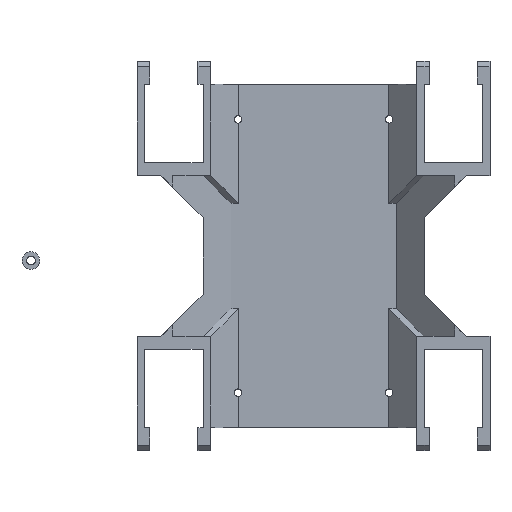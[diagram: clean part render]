
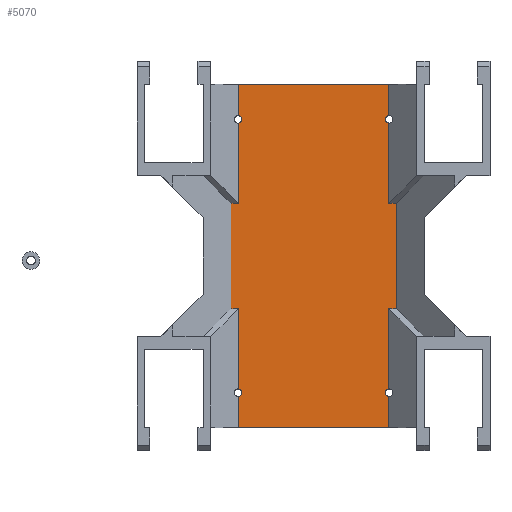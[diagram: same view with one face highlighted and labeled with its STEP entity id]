
A CAD part, top view. The second image highlights one B-rep face of the part: STEP entity #5070.
In plain terms, the highlighted planar face has unit normal (0, 0, 1).
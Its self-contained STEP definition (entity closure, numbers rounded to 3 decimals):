
#167=CIRCLE('',#5399,1.5);
#168=CIRCLE('',#5400,1.5);
#169=CIRCLE('',#5401,1.5);
#170=CIRCLE('',#5402,1.5);
#171=CIRCLE('',#5403,1.5);
#172=CIRCLE('',#5404,1.5);
#390=FACE_OUTER_BOUND('',#699,.T.);
#699=EDGE_LOOP('',(#4257,#4258,#4259,#4260,#4261,#4262,#4263,#4264,#4265,
#4266,#4267,#4268,#4269,#4270,#4271,#4272,#4273,#4274,#4275,#4276,#4277,
#4278));
#1307=LINE('',#7972,#1943);
#1310=LINE('',#7976,#1946);
#1312=LINE('',#7981,#1948);
#1314=LINE('',#7985,#1950);
#1315=LINE('',#7987,#1951);
#1316=LINE('',#7991,#1952);
#1317=LINE('',#7993,#1953);
#1318=LINE('',#7995,#1954);
#1319=LINE('',#7997,#1955);
#1320=LINE('',#7999,#1956);
#1321=LINE('',#8003,#1957);
#1322=LINE('',#8005,#1958);
#1323=LINE('',#8007,#1959);
#1324=LINE('',#8013,#1960);
#1325=LINE('',#8015,#1961);
#1326=LINE('',#8016,#1962);
#1943=VECTOR('',#6520,10.);
#1946=VECTOR('',#6523,10.);
#1948=VECTOR('',#6527,10.);
#1950=VECTOR('',#6531,10.);
#1951=VECTOR('',#6532,10.);
#1952=VECTOR('',#6535,10.);
#1953=VECTOR('',#6536,10.);
#1954=VECTOR('',#6537,10.);
#1955=VECTOR('',#6538,10.);
#1956=VECTOR('',#6539,10.);
#1957=VECTOR('',#6542,10.);
#1958=VECTOR('',#6543,10.);
#1959=VECTOR('',#6544,10.);
#1960=VECTOR('',#6549,10.);
#1961=VECTOR('',#6550,10.);
#1962=VECTOR('',#6551,10.);
#2452=VERTEX_POINT('',#7968);
#2453=VERTEX_POINT('',#7969);
#2454=VERTEX_POINT('',#7971);
#2455=VERTEX_POINT('',#7974);
#2457=VERTEX_POINT('',#7980);
#2458=VERTEX_POINT('',#7984);
#2459=VERTEX_POINT('',#7986);
#2460=VERTEX_POINT('',#7988);
#2461=VERTEX_POINT('',#7990);
#2462=VERTEX_POINT('',#7992);
#2463=VERTEX_POINT('',#7994);
#2464=VERTEX_POINT('',#7996);
#2465=VERTEX_POINT('',#7998);
#2466=VERTEX_POINT('',#8000);
#2467=VERTEX_POINT('',#8002);
#2468=VERTEX_POINT('',#8004);
#2469=VERTEX_POINT('',#8006);
#2470=VERTEX_POINT('',#8008);
#2471=VERTEX_POINT('',#8010);
#2472=VERTEX_POINT('',#8012);
#2473=VERTEX_POINT('',#8014);
#2474=VERTEX_POINT('',#8017);
#3096=EDGE_CURVE('',#2452,#2454,#1307,.T.);
#3099=EDGE_CURVE('',#2455,#2453,#1310,.T.);
#3101=EDGE_CURVE('',#2454,#2457,#1312,.T.);
#3103=EDGE_CURVE('',#2455,#2458,#1314,.T.);
#3104=EDGE_CURVE('',#2459,#2458,#1315,.T.);
#3105=EDGE_CURVE('',#2459,#2460,#167,.T.);
#3106=EDGE_CURVE('',#2461,#2460,#1316,.T.);
#3107=EDGE_CURVE('',#2462,#2461,#1317,.T.);
#3108=EDGE_CURVE('',#2463,#2462,#1318,.T.);
#3109=EDGE_CURVE('',#2464,#2463,#1319,.T.);
#3110=EDGE_CURVE('',#2465,#2464,#1320,.T.);
#3111=EDGE_CURVE('',#2465,#2466,#168,.T.);
#3112=EDGE_CURVE('',#2467,#2466,#1321,.T.);
#3113=EDGE_CURVE('',#2467,#2468,#1322,.T.);
#3114=EDGE_CURVE('',#2469,#2468,#1323,.T.);
#3115=EDGE_CURVE('',#2469,#2470,#169,.T.);
#3116=EDGE_CURVE('',#2470,#2471,#170,.T.);
#3117=EDGE_CURVE('',#2472,#2471,#1324,.T.);
#3118=EDGE_CURVE('',#2473,#2472,#1325,.T.);
#3119=EDGE_CURVE('',#2457,#2473,#1326,.T.);
#3120=EDGE_CURVE('',#2452,#2474,#171,.T.);
#3121=EDGE_CURVE('',#2474,#2453,#172,.T.);
#4257=ORIENTED_EDGE('',*,*,#3099,.F.);
#4258=ORIENTED_EDGE('',*,*,#3103,.T.);
#4259=ORIENTED_EDGE('',*,*,#3104,.F.);
#4260=ORIENTED_EDGE('',*,*,#3105,.T.);
#4261=ORIENTED_EDGE('',*,*,#3106,.F.);
#4262=ORIENTED_EDGE('',*,*,#3107,.F.);
#4263=ORIENTED_EDGE('',*,*,#3108,.F.);
#4264=ORIENTED_EDGE('',*,*,#3109,.F.);
#4265=ORIENTED_EDGE('',*,*,#3110,.F.);
#4266=ORIENTED_EDGE('',*,*,#3111,.T.);
#4267=ORIENTED_EDGE('',*,*,#3112,.F.);
#4268=ORIENTED_EDGE('',*,*,#3113,.T.);
#4269=ORIENTED_EDGE('',*,*,#3114,.F.);
#4270=ORIENTED_EDGE('',*,*,#3115,.T.);
#4271=ORIENTED_EDGE('',*,*,#3116,.T.);
#4272=ORIENTED_EDGE('',*,*,#3117,.F.);
#4273=ORIENTED_EDGE('',*,*,#3118,.F.);
#4274=ORIENTED_EDGE('',*,*,#3119,.F.);
#4275=ORIENTED_EDGE('',*,*,#3101,.F.);
#4276=ORIENTED_EDGE('',*,*,#3096,.F.);
#4277=ORIENTED_EDGE('',*,*,#3120,.T.);
#4278=ORIENTED_EDGE('',*,*,#3121,.T.);
#4812=PLANE('',#5398);
#5070=ADVANCED_FACE('',(#390),#4812,.T.);
#5398=AXIS2_PLACEMENT_3D('',#7983,#6529,#6530);
#5399=AXIS2_PLACEMENT_3D('',#7989,#6533,#6534);
#5400=AXIS2_PLACEMENT_3D('',#8001,#6540,#6541);
#5401=AXIS2_PLACEMENT_3D('',#8009,#6545,#6546);
#5402=AXIS2_PLACEMENT_3D('',#8011,#6547,#6548);
#5403=AXIS2_PLACEMENT_3D('',#8018,#6552,#6553);
#5404=AXIS2_PLACEMENT_3D('',#8019,#6554,#6555);
#6520=DIRECTION('',(0.,-1.,0.));
#6523=DIRECTION('',(0.,-1.,0.));
#6527=DIRECTION('',(1.,0.,0.));
#6529=DIRECTION('center_axis',(0.,0.,1.));
#6530=DIRECTION('ref_axis',(1.,0.,0.));
#6531=DIRECTION('',(-1.,0.,0.));
#6532=DIRECTION('',(0.,1.,0.));
#6533=DIRECTION('center_axis',(0.,0.,-1.));
#6534=DIRECTION('ref_axis',(1.,0.,0.));
#6535=DIRECTION('',(0.,1.,0.));
#6536=DIRECTION('',(1.,0.,0.));
#6537=DIRECTION('',(0.,1.,0.));
#6538=DIRECTION('',(-1.,0.,0.));
#6539=DIRECTION('',(0.,1.,0.));
#6540=DIRECTION('center_axis',(0.,0.,-1.));
#6541=DIRECTION('ref_axis',(1.,0.,0.));
#6542=DIRECTION('',(0.,1.,0.));
#6543=DIRECTION('',(1.,0.,0.));
#6544=DIRECTION('',(0.,-1.,0.));
#6545=DIRECTION('center_axis',(0.,0.,-1.));
#6546=DIRECTION('ref_axis',(1.,0.,0.));
#6547=DIRECTION('center_axis',(0.,0.,-1.));
#6548=DIRECTION('ref_axis',(1.,0.,0.));
#6549=DIRECTION('',(0.,-1.,0.));
#6550=DIRECTION('',(-1.,0.,0.));
#6551=DIRECTION('',(0.,-1.,0.));
#6552=DIRECTION('center_axis',(0.,0.,-1.));
#6553=DIRECTION('ref_axis',(1.,0.,0.));
#6554=DIRECTION('center_axis',(0.,0.,-1.));
#6555=DIRECTION('ref_axis',(1.,0.,0.));
#7968=CARTESIAN_POINT('',(29.655,52.487,5.));
#7969=CARTESIAN_POINT('',(29.655,55.463,5.));
#7971=CARTESIAN_POINT('',(29.655,20.785,5.));
#7972=CARTESIAN_POINT('',(29.655,38.393,5.));
#7974=CARTESIAN_POINT('',(29.655,67.785,5.));
#7976=CARTESIAN_POINT('',(29.655,38.393,5.));
#7980=CARTESIAN_POINT('',(32.655,20.785,5.));
#7981=CARTESIAN_POINT('',(20.328,20.785,5.));
#7983=CARTESIAN_POINT('Origin',(0.,0.,5.));
#7984=CARTESIAN_POINT('',(-29.655,67.785,5.));
#7985=CARTESIAN_POINT('',(-43.655,67.785,5.));
#7986=CARTESIAN_POINT('',(-29.655,55.463,5.));
#7987=CARTESIAN_POINT('',(-29.655,15.893,5.));
#7988=CARTESIAN_POINT('',(-29.655,52.487,5.));
#7989=CARTESIAN_POINT('Origin',(-29.845,53.975,5.));
#7990=CARTESIAN_POINT('',(-29.655,20.785,5.));
#7991=CARTESIAN_POINT('',(-29.655,15.893,5.));
#7992=CARTESIAN_POINT('',(-32.655,20.785,5.));
#7993=CARTESIAN_POINT('',(-21.828,20.785,5.));
#7994=CARTESIAN_POINT('',(-32.655,-20.785,5.));
#7995=CARTESIAN_POINT('',(-32.655,7.569,5.));
#7996=CARTESIAN_POINT('',(-29.655,-20.785,5.));
#7997=CARTESIAN_POINT('',(-20.328,-20.785,5.));
#7998=CARTESIAN_POINT('',(-29.655,-52.487,5.));
#7999=CARTESIAN_POINT('',(-29.655,-38.393,5.));
#8000=CARTESIAN_POINT('',(-29.655,-55.463,5.));
#8001=CARTESIAN_POINT('Origin',(-29.845,-53.975,5.));
#8002=CARTESIAN_POINT('',(-29.655,-67.785,5.));
#8003=CARTESIAN_POINT('',(-29.655,-38.393,5.));
#8004=CARTESIAN_POINT('',(29.655,-67.785,5.));
#8005=CARTESIAN_POINT('',(43.655,-67.785,5.));
#8006=CARTESIAN_POINT('',(29.655,-55.463,5.));
#8007=CARTESIAN_POINT('',(29.655,-15.893,5.));
#8008=CARTESIAN_POINT('',(28.345,-53.975,5.));
#8009=CARTESIAN_POINT('Origin',(29.845,-53.975,5.));
#8010=CARTESIAN_POINT('',(29.655,-52.487,5.));
#8011=CARTESIAN_POINT('Origin',(29.845,-53.975,5.));
#8012=CARTESIAN_POINT('',(29.655,-20.785,5.));
#8013=CARTESIAN_POINT('',(29.655,-15.893,5.));
#8014=CARTESIAN_POINT('',(32.655,-20.785,5.));
#8015=CARTESIAN_POINT('',(21.828,-20.785,5.));
#8016=CARTESIAN_POINT('',(32.655,15.893,5.));
#8017=CARTESIAN_POINT('',(28.345,53.975,5.));
#8018=CARTESIAN_POINT('Origin',(29.845,53.975,5.));
#8019=CARTESIAN_POINT('Origin',(29.845,53.975,5.));
